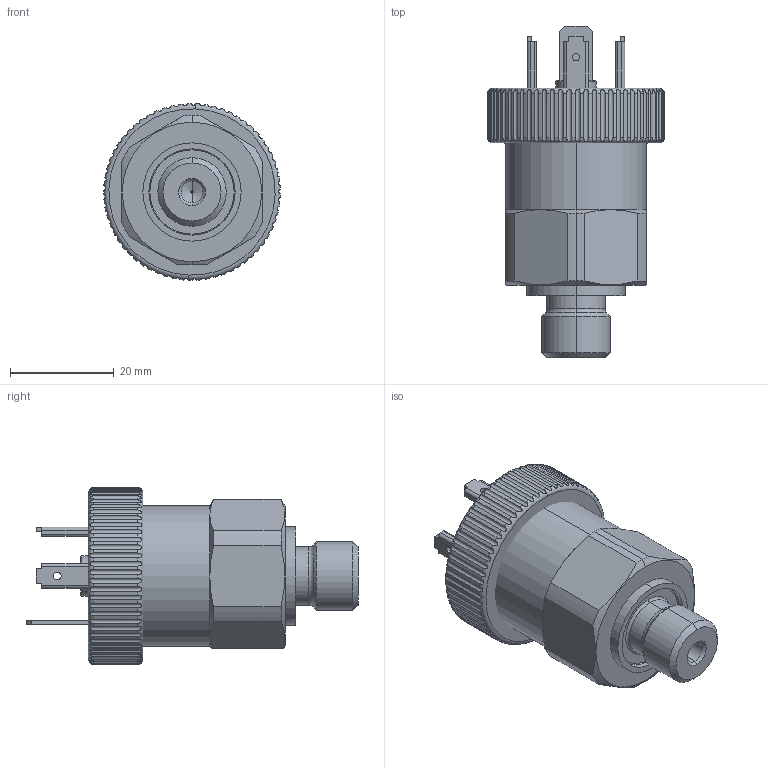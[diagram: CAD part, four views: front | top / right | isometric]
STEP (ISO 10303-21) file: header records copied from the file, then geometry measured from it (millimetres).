
FILE_DESCRIPTION (( 'STEP AP214' ), '1' );
FILE_NAME ('828X.XX.XX.15.05.STEP', '2020-07-06T08:20:14', ( '' ), ( '' ), 'SwSTEP 2.0', 'SolidWorks 2016', '' );
FILE_SCHEMA (( 'AUTOMOTIVE_DESIGN' ));
Length unit declared in the file: millimetre
Products named in the file (4): 828X.XX.XX.15.05; Stiftplatte_DIN-Stecker; 15_C34628; ﾜ-Mutter_E01220
Assembly tree (3 placements, depth 2):
  828X.XX.XX.15.05
    15_C34628
    Stiftplatte_DIN-Stecker
    ﾜ-Mutter_E01220
Bounding box: 34 x 63.85 x 34 mm (x, y, z)
Volume: 28520.7 mm3; surface area: 10809.9 mm2
Topology: 3 solids, 3 shells, 463 faces, 1256 edges, 821 vertices
Faces by surface type: cylinder 240, plane 157, bspline 25, cone 21, torus 20
Entity records: 19413 total; most frequent: CARTESIAN_POINT 6338, ORIENTED_EDGE 2512, DIRECTION 2287, EDGE_CURVE 1256, AXIS2_PLACEMENT_3D 840, VERTEX_POINT 821, VECTOR 607, LINE 607
